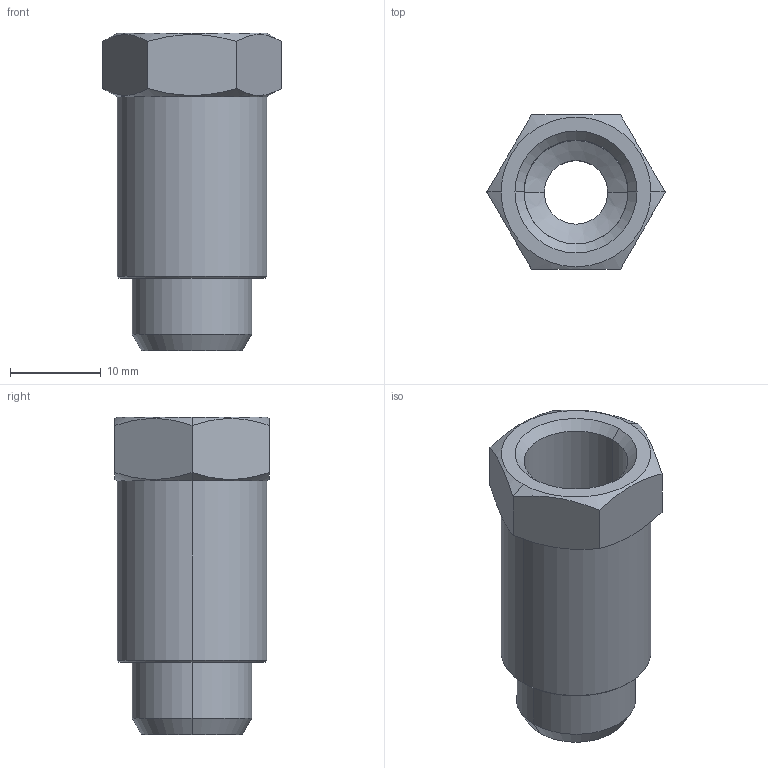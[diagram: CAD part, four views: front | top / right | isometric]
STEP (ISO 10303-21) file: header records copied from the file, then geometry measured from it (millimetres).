
FILE_DESCRIPTION((''),'2;1');
FILE_NAME('1040_Verlaengerung_L_35.stp','2011-10-05T08:57:28',('pascalzweiacker'),(''),'Autodesk Inventor 2012','Autodesk Inventor 2012','');
FILE_SCHEMA(('AUTOMOTIVE_DESIGN { 1 0 10303 214 1 1 1 1 }'));
Length unit declared in the file: millimetre
Products named in the file (1): 1040_Verlaengerung_L_35
Bounding box: 19.63 x 17 x 35 mm (x, y, z)
Volume: 4121.5 mm3; surface area: 3190.9 mm2
Topology: 1 solids, 1 shells, 32 faces, 82 edges, 54 vertices
Faces by surface type: cone 12, cylinder 10, plane 10
Entity records: 1010 total; most frequent: CARTESIAN_POINT 193, DIRECTION 178, ORIENTED_EDGE 164, EDGE_CURVE 82, AXIS2_PLACEMENT_3D 75, VERTEX_POINT 54, CIRCLE 42, EDGE_LOOP 36
